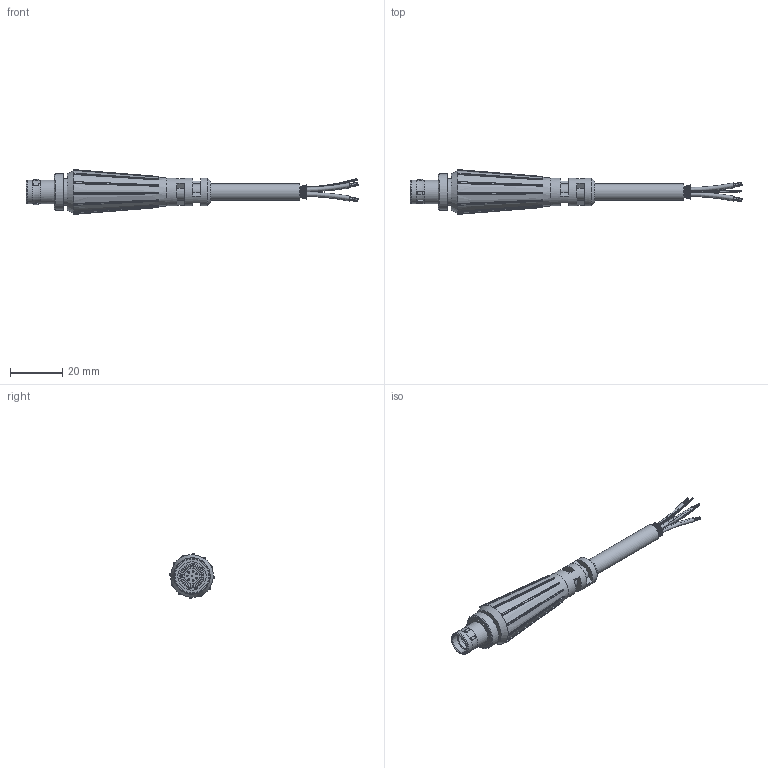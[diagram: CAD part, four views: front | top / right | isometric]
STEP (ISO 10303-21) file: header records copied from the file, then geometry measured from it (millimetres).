
FILE_DESCRIPTION(/* description */ (''),/* implementation_level */ '2;1');
FILE_NAME(/* name */ 'C643.stp',/* time_stamp */ '2025-08-25T16:33:51-04:00',/* author */ ('cthayer'),/* organization */ (''),/* preprocessor_version */ 'ST-DEVELOPER v20',/* originating_system */ 'Autodesk Inventor 2025',/* authorisation */ '');
FILE_SCHEMA (('AUTOMOTIVE_DESIGN { 1 0 10303 214 3 1 1 }'));
Length unit declared in the file: inch
Products named in the file (6): C619; CBP11046; CBP11200; CB105; CBP10037; MSP10125
Assembly tree (5 placements, depth 3):
  C619
    CBP11046
    CBP11200
    CB105
      CBP10037
    MSP10125
Bounding box: 126.93 x 17.08 x 17.08 mm (x, y, z)
Volume: 8220.2 mm3; surface area: 11118.1 mm2
Topology: 64 solids, 64 shells, 1845 faces, 5073 edges, 2914 vertices
Faces by surface type: plane 594, cylinder 560, bspline 423, torus 192, cone 68, sphere 8
Full cylindrical faces by diameter (mm): 0.128 x19, 0.203 x48, 0.7 x8, 0.72 x8, 0.85 x8, 1.2 x8, 1.24 x8, 1.32 x8, 1.5 x1, 1.575 x4, 3.81 x2, 3.937 x1, 4.572 x1, 5.9 x3, 6.35 x2, 6.92 x2, 7.05 x1, 7.08 x1, 7.112 x1, 7.2 x1, 7.5 x1, 7.874 x1, 9 x9, 9.2 x1, 9.5 x1, 10 x1, 10.2 x3, 10.211 x1, 10.668 x1, 10.86 x1
Entity records: 90073 total; most frequent: CARTESIAN_POINT 43663, ORIENTED_EDGE 10114, DIRECTION 8907, EDGE_CURVE 5057, AXIS2_PLACEMENT_3D 4054, VERTEX_POINT 2914, CIRCLE 2597, EDGE_LOOP 2033
